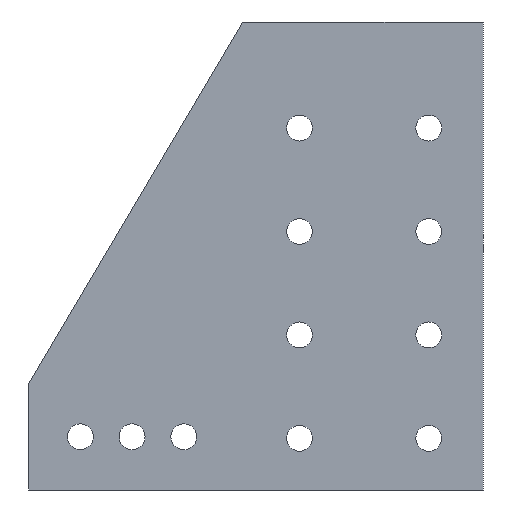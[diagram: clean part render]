
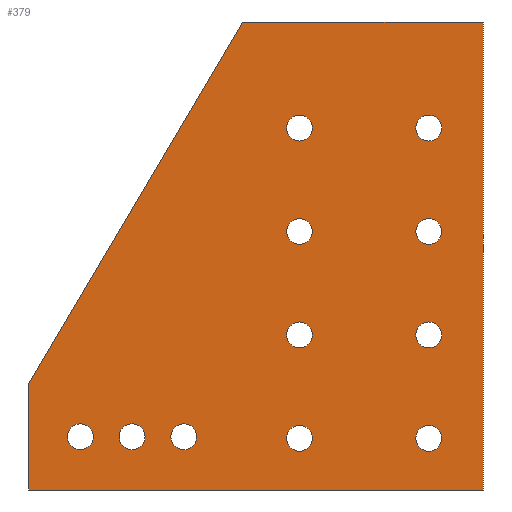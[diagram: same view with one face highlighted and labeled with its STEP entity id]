
A CAD part, left-side view. The second image highlights one B-rep face of the part: STEP entity #379.
In plain terms, the highlighted planar face has unit normal (-1, 0, 0).
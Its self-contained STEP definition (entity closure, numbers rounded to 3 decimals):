
#15=FACE_BOUND('',#79,.T.);
#16=FACE_BOUND('',#80,.T.);
#17=FACE_BOUND('',#81,.T.);
#18=FACE_BOUND('',#82,.T.);
#19=FACE_BOUND('',#83,.T.);
#20=FACE_BOUND('',#84,.T.);
#21=FACE_BOUND('',#85,.T.);
#22=FACE_BOUND('',#86,.T.);
#23=FACE_BOUND('',#87,.T.);
#24=FACE_BOUND('',#88,.T.);
#25=FACE_BOUND('',#89,.T.);
#42=PLANE('',#433);
#60=FACE_OUTER_BOUND('',#78,.T.);
#78=EDGE_LOOP('',(#320,#321,#322,#323,#324));
#79=EDGE_LOOP('',(#325));
#80=EDGE_LOOP('',(#326));
#81=EDGE_LOOP('',(#327));
#82=EDGE_LOOP('',(#328));
#83=EDGE_LOOP('',(#329));
#84=EDGE_LOOP('',(#330));
#85=EDGE_LOOP('',(#331));
#86=EDGE_LOOP('',(#332));
#87=EDGE_LOOP('',(#333));
#88=EDGE_LOOP('',(#334));
#89=EDGE_LOOP('',(#335));
#115=LINE('',#617,#141);
#118=LINE('',#623,#144);
#121=LINE('',#629,#147);
#124=LINE('',#635,#150);
#127=LINE('',#639,#153);
#141=VECTOR('',#518,10.);
#144=VECTOR('',#523,10.);
#147=VECTOR('',#528,10.);
#150=VECTOR('',#533,10.);
#153=VECTOR('',#538,10.);
#154=CIRCLE('',#396,2.);
#156=CIRCLE('',#399,2.);
#158=CIRCLE('',#402,2.);
#160=CIRCLE('',#405,2.);
#162=CIRCLE('',#408,2.);
#164=CIRCLE('',#411,2.);
#166=CIRCLE('',#414,2.);
#168=CIRCLE('',#417,2.);
#170=CIRCLE('',#420,2.);
#172=CIRCLE('',#423,2.);
#174=CIRCLE('',#426,2.);
#176=VERTEX_POINT('',#545);
#178=VERTEX_POINT('',#551);
#180=VERTEX_POINT('',#557);
#182=VERTEX_POINT('',#563);
#184=VERTEX_POINT('',#569);
#186=VERTEX_POINT('',#575);
#188=VERTEX_POINT('',#581);
#190=VERTEX_POINT('',#587);
#192=VERTEX_POINT('',#593);
#194=VERTEX_POINT('',#599);
#196=VERTEX_POINT('',#605);
#200=VERTEX_POINT('',#614);
#201=VERTEX_POINT('',#616);
#203=VERTEX_POINT('',#622);
#205=VERTEX_POINT('',#628);
#207=VERTEX_POINT('',#634);
#208=EDGE_CURVE('',#176,#176,#154,.T.);
#211=EDGE_CURVE('',#178,#178,#156,.T.);
#214=EDGE_CURVE('',#180,#180,#158,.T.);
#217=EDGE_CURVE('',#182,#182,#160,.T.);
#220=EDGE_CURVE('',#184,#184,#162,.T.);
#223=EDGE_CURVE('',#186,#186,#164,.T.);
#226=EDGE_CURVE('',#188,#188,#166,.T.);
#229=EDGE_CURVE('',#190,#190,#168,.T.);
#232=EDGE_CURVE('',#192,#192,#170,.T.);
#235=EDGE_CURVE('',#194,#194,#172,.T.);
#238=EDGE_CURVE('',#196,#196,#174,.T.);
#243=EDGE_CURVE('',#201,#200,#115,.T.);
#246=EDGE_CURVE('',#203,#201,#118,.T.);
#249=EDGE_CURVE('',#205,#203,#121,.T.);
#252=EDGE_CURVE('',#207,#205,#124,.T.);
#255=EDGE_CURVE('',#200,#207,#127,.T.);
#320=ORIENTED_EDGE('',*,*,#255,.T.);
#321=ORIENTED_EDGE('',*,*,#252,.T.);
#322=ORIENTED_EDGE('',*,*,#249,.T.);
#323=ORIENTED_EDGE('',*,*,#246,.T.);
#324=ORIENTED_EDGE('',*,*,#243,.T.);
#325=ORIENTED_EDGE('',*,*,#238,.T.);
#326=ORIENTED_EDGE('',*,*,#235,.T.);
#327=ORIENTED_EDGE('',*,*,#232,.T.);
#328=ORIENTED_EDGE('',*,*,#229,.T.);
#329=ORIENTED_EDGE('',*,*,#226,.T.);
#330=ORIENTED_EDGE('',*,*,#223,.T.);
#331=ORIENTED_EDGE('',*,*,#220,.T.);
#332=ORIENTED_EDGE('',*,*,#217,.T.);
#333=ORIENTED_EDGE('',*,*,#214,.T.);
#334=ORIENTED_EDGE('',*,*,#211,.T.);
#335=ORIENTED_EDGE('',*,*,#208,.T.);
#379=ADVANCED_FACE('',(#60,#15,#16,#17,#18,#19,#20,#21,#22,#23,#24,#25),
#42,.T.);
#396=AXIS2_PLACEMENT_3D('',#546,#439,#440);
#399=AXIS2_PLACEMENT_3D('',#552,#446,#447);
#402=AXIS2_PLACEMENT_3D('',#558,#453,#454);
#405=AXIS2_PLACEMENT_3D('',#564,#460,#461);
#408=AXIS2_PLACEMENT_3D('',#570,#467,#468);
#411=AXIS2_PLACEMENT_3D('',#576,#474,#475);
#414=AXIS2_PLACEMENT_3D('',#582,#481,#482);
#417=AXIS2_PLACEMENT_3D('',#588,#488,#489);
#420=AXIS2_PLACEMENT_3D('',#594,#495,#496);
#423=AXIS2_PLACEMENT_3D('',#600,#502,#503);
#426=AXIS2_PLACEMENT_3D('',#606,#509,#510);
#433=AXIS2_PLACEMENT_3D('',#640,#539,#540);
#439=DIRECTION('center_axis',(1.,0.,0.));
#440=DIRECTION('ref_axis',(0.,0.,1.));
#446=DIRECTION('center_axis',(1.,0.,0.));
#447=DIRECTION('ref_axis',(0.,0.,1.));
#453=DIRECTION('center_axis',(1.,0.,0.));
#454=DIRECTION('ref_axis',(0.,0.,1.));
#460=DIRECTION('center_axis',(1.,0.,0.));
#461=DIRECTION('ref_axis',(0.,0.,1.));
#467=DIRECTION('center_axis',(1.,0.,0.));
#468=DIRECTION('ref_axis',(0.,0.,1.));
#474=DIRECTION('center_axis',(1.,0.,0.));
#475=DIRECTION('ref_axis',(0.,0.,1.));
#481=DIRECTION('center_axis',(1.,0.,0.));
#482=DIRECTION('ref_axis',(0.,0.,1.));
#488=DIRECTION('center_axis',(1.,0.,0.));
#489=DIRECTION('ref_axis',(0.,0.,1.));
#495=DIRECTION('center_axis',(1.,0.,0.));
#496=DIRECTION('ref_axis',(0.,0.,1.));
#502=DIRECTION('center_axis',(1.,0.,0.));
#503=DIRECTION('ref_axis',(0.,0.,1.));
#509=DIRECTION('center_axis',(1.,0.,0.));
#510=DIRECTION('ref_axis',(0.,0.,1.));
#518=DIRECTION('',(0.,0.,-1.));
#523=DIRECTION('',(0.,0.509,-0.861));
#528=DIRECTION('',(0.,1.,0.));
#533=DIRECTION('',(0.,0.,1.));
#538=DIRECTION('',(0.,-1.,0.));
#539=DIRECTION('center_axis',(-1.,0.,0.));
#540=DIRECTION('ref_axis',(0.,0.,1.));
#545=CARTESIAN_POINT('',(-55.,-5.085,13.745));
#546=CARTESIAN_POINT('Origin',(-55.,-5.085,15.745));
#551=CARTESIAN_POINT('',(-55.,14.915,13.745));
#552=CARTESIAN_POINT('Origin',(-55.,14.915,15.745));
#557=CARTESIAN_POINT('',(-55.,14.915,29.745));
#558=CARTESIAN_POINT('Origin',(-55.,14.915,31.745));
#563=CARTESIAN_POINT('',(-55.,-5.085,29.745));
#564=CARTESIAN_POINT('Origin',(-55.,-5.085,31.745));
#569=CARTESIAN_POINT('',(-55.,14.915,-2.255));
#570=CARTESIAN_POINT('Origin',(-55.,14.915,-0.255));
#575=CARTESIAN_POINT('',(-55.,14.915,45.745));
#576=CARTESIAN_POINT('Origin',(-55.,14.915,47.745));
#581=CARTESIAN_POINT('',(-55.,-5.085,-2.255));
#582=CARTESIAN_POINT('Origin',(-55.,-5.085,-0.255));
#587=CARTESIAN_POINT('',(-55.,48.815,-2.014));
#588=CARTESIAN_POINT('Origin',(-55.,48.815,-0.014));
#593=CARTESIAN_POINT('',(-55.,40.815,-2.014));
#594=CARTESIAN_POINT('Origin',(-55.,40.815,-0.014));
#599=CARTESIAN_POINT('',(-55.,32.815,-2.014));
#600=CARTESIAN_POINT('Origin',(-55.,32.815,-0.014));
#605=CARTESIAN_POINT('',(-55.,-5.085,45.745));
#606=CARTESIAN_POINT('Origin',(-55.,-5.085,47.745));
#614=CARTESIAN_POINT('',(-55.,56.815,-8.255));
#616=CARTESIAN_POINT('',(-55.,56.815,8.227));
#617=CARTESIAN_POINT('',(-55.,56.815,-8.255));
#622=CARTESIAN_POINT('',(-55.,23.72,64.163));
#623=CARTESIAN_POINT('',(-55.,56.815,8.227));
#628=CARTESIAN_POINT('',(-55.,-13.527,64.163));
#629=CARTESIAN_POINT('',(-55.,23.72,64.163));
#634=CARTESIAN_POINT('',(-55.,-13.527,-8.255));
#635=CARTESIAN_POINT('',(-55.,-13.527,64.163));
#639=CARTESIAN_POINT('',(-55.,-13.527,-8.255));
#640=CARTESIAN_POINT('Origin',(-55.,21.644,27.954));
